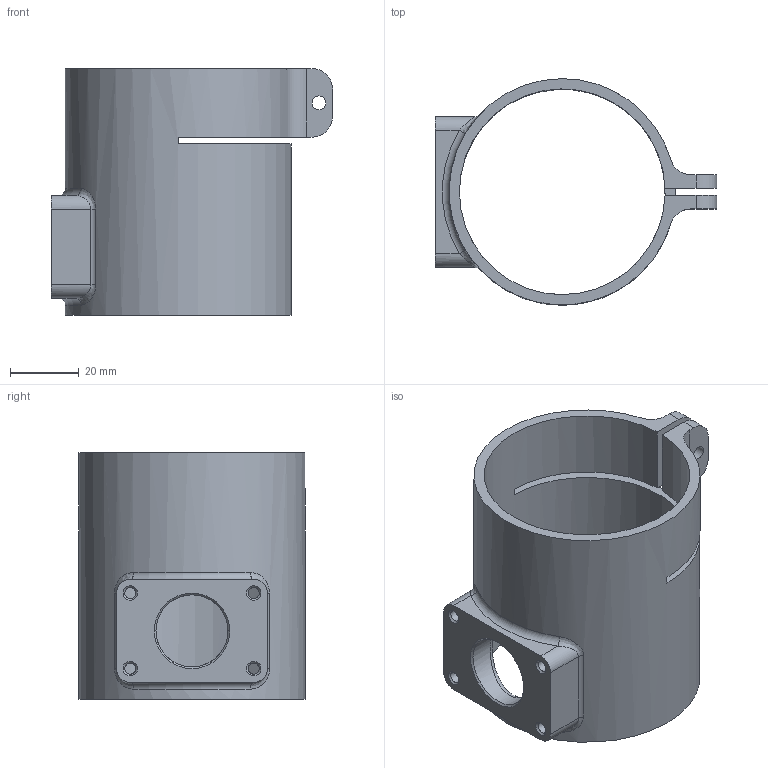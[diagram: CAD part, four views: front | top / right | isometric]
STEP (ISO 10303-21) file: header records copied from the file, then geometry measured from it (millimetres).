
FILE_DESCRIPTION(/* description */ (''),/* implementation_level */ '2;1');
FILE_NAME(/* name */ 'Part 045.stp',/* time_stamp */ '2015-02-21T15:13:51+02:00',/* author */ ('SFC'),/* organization */ (''),/* preprocessor_version */ 'ST-DEVELOPER v15.2',/* originating_system */ 'Autodesk Inventor 2014',/* authorisation */ '');
FILE_SCHEMA (('AUTOMOTIVE_DESIGN { 1 0 10303 214 3 1 1 }'));
Length unit declared in the file: millimetre
Products named in the file (1): Part 045
Bounding box: 82 x 66 x 72 mm (x, y, z)
Volume: 49550 mm3; surface area: 32258.2 mm2
Topology: 1 solids, 1 shells, 52 faces, 137 edges, 87 vertices
Faces by surface type: cylinder 22, plane 18, bspline 5, cone 5, torus 2
Full cylindrical faces by diameter (mm): 3.242 x4, 4 x2, 21 x1, 60 x1, 66 x1
Entity records: 1956 total; most frequent: CARTESIAN_POINT 697, DIRECTION 250, ORIENTED_EDGE 234, EDGE_CURVE 117, AXIS2_PLACEMENT_3D 100, VERTEX_POINT 82, EDGE_LOOP 81, CIRCLE 53
